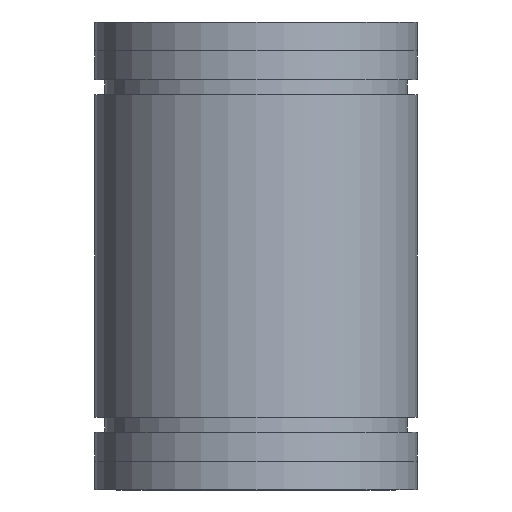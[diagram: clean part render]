
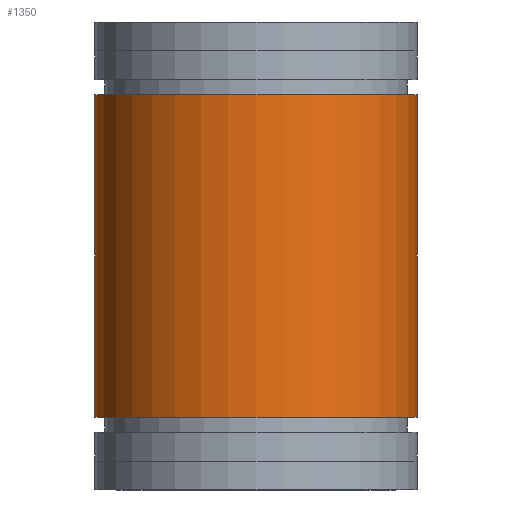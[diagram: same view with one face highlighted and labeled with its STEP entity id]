
A CAD part, front view. The second image highlights one B-rep face of the part: STEP entity #1350.
In plain terms, the highlighted cylindrical face has radius 20 mm (diameter 40 mm), a partial arc.
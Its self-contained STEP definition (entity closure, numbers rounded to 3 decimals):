
#30 = AXIS2_PLACEMENT_3D ( 'NONE', #919, #930, #931 ) ;
#72 = EDGE_CURVE ( 'NONE', #232, #239, #632, .T. ) ;
#114 = EDGE_CURVE ( 'NONE', #231, #249, #651, .T. ) ;
#161 = AXIS2_PLACEMENT_3D ( 'NONE', #914, #925, #926 ) ;
#162 = AXIS2_PLACEMENT_3D ( 'NONE', #1130, #1129, #1128 ) ;
#195 = EDGE_CURVE ( 'NONE', #231, #232, #697, .T. ) ;
#202 = EDGE_CURVE ( 'NONE', #249, #239, #698, .T. ) ;
#231 = VERTEX_POINT ( 'NONE', #960 ) ;
#232 = VERTEX_POINT ( 'NONE', #961 ) ;
#239 = VERTEX_POINT ( 'NONE', #968 ) ;
#249 = VERTEX_POINT ( 'NONE', #978 ) ;
#314 = CARTESIAN_POINT ( 'NONE',  ( 20., 0., 0. ) ) ;
#322 = DIRECTION ( 'NONE',  ( 0., 0., 1. ) ) ;
#343 = CARTESIAN_POINT ( 'NONE',  ( -20., 0., 0. ) ) ;
#357 = DIRECTION ( 'NONE',  ( 0., 0., 1. ) ) ;
#433 = EDGE_LOOP ( 'NONE', ( #535, #536, #537, #538 ) ) ;
#535 = ORIENTED_EDGE ( 'NONE', *, *, #114, .F. ) ;
#536 = ORIENTED_EDGE ( 'NONE', *, *, #195, .T. ) ;
#537 = ORIENTED_EDGE ( 'NONE', *, *, #72, .T. ) ;
#538 = ORIENTED_EDGE ( 'NONE', *, *, #202, .F. ) ;
#632 = LINE ( 'NONE', #314, #634 ) ;
#634 = VECTOR ( 'NONE', #322, 1000. ) ;
#649 = VECTOR ( 'NONE', #357, 1000. ) ;
#651 = LINE ( 'NONE', #343, #649 ) ;
#697 = CIRCLE ( 'NONE', #161, 20. ) ;
#698 = CIRCLE ( 'NONE', #30, 20. ) ;
#776 = CYLINDRICAL_SURFACE ( 'NONE', #162, 20. ) ;
#782 = FACE_OUTER_BOUND ( 'NONE', #433, .T. ) ;
#914 = CARTESIAN_POINT ( 'NONE',  ( 0., 0., -49. ) ) ;
#919 = CARTESIAN_POINT ( 'NONE',  ( 0., 0., -9. ) ) ;
#925 = DIRECTION ( 'NONE',  ( 0., 0., 1. ) ) ;
#926 = DIRECTION ( 'NONE',  ( 1., 0., 0. ) ) ;
#930 = DIRECTION ( 'NONE',  ( 0., 0., 1. ) ) ;
#931 = DIRECTION ( 'NONE',  ( 1., 0., 0. ) ) ;
#960 = CARTESIAN_POINT ( 'NONE',  ( -20., 0., -49. ) ) ;
#961 = CARTESIAN_POINT ( 'NONE',  ( 20., 0., -49. ) ) ;
#968 = CARTESIAN_POINT ( 'NONE',  ( 20., 0., -9. ) ) ;
#978 = CARTESIAN_POINT ( 'NONE',  ( -20., 0., -9. ) ) ;
#1128 = DIRECTION ( 'NONE',  ( 1., 0., 0. ) ) ;
#1129 = DIRECTION ( 'NONE',  ( 0., 0., 1. ) ) ;
#1130 = CARTESIAN_POINT ( 'NONE',  ( 0., 0., 0. ) ) ;
#1350 = ADVANCED_FACE ( 'NONE', ( #782 ), #776, .T. ) ;
